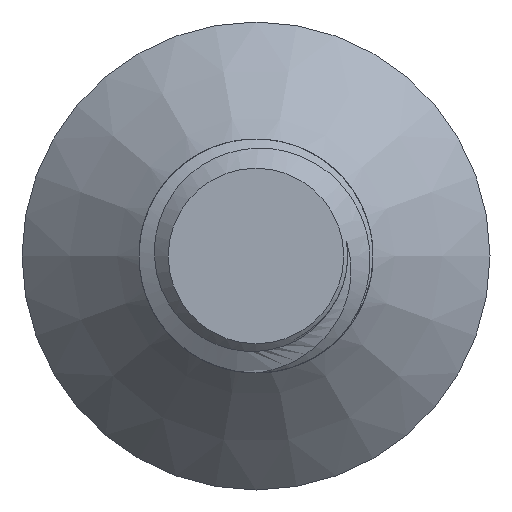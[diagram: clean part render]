
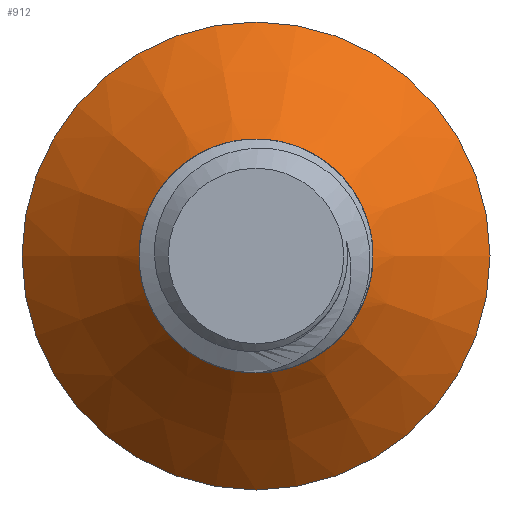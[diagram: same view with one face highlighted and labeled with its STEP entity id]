
A CAD part, left-side view. The second image highlights one B-rep face of the part: STEP entity #912.
In plain terms, the highlighted conical face has half-angle 45 degrees and reference radius 3 mm.
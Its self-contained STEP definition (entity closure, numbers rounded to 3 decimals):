
#38=CONICAL_SURFACE('',#984,3.,0.785);
#78=FACE_OUTER_BOUND('',#132,.T.);
#132=EDGE_LOOP('',(#694,#695,#696,#697,#698,#699,#700,#701));
#154=CIRCLE('',#949,3.);
#157=CIRCLE('',#985,6.);
#158=CIRCLE('',#986,2.35);
#231=B_SPLINE_CURVE_WITH_KNOTS('',3,(#3567,#3568,#3569,#3570,#3571,#3572,
#3573,#3574,#3575,#3576,#3577,#3578,#3579,#3580,#3581,#3582,#3583,#3584,
#3585,#3586,#3587,#3588),.UNSPECIFIED.,.F.,.F.,(4,2,2,2,2,2,2,2,2,2,4),
(0.592,0.632,0.702,0.779,
0.866,0.964,1.073,1.195,1.331,
1.474,1.665),.UNSPECIFIED.);
#232=B_SPLINE_CURVE_WITH_KNOTS('',3,(#3590,#3591,#3592,#3593,#3594,#3595,
#3596,#3597,#3598,#3599,#3600,#3601,#3602,#3603),.UNSPECIFIED.,.F.,.F.,
(4,2,2,2,2,2,4),(0.,0.083,0.149,
0.217,0.252,0.306,0.356),
 .UNSPECIFIED.);
#233=B_SPLINE_CURVE_WITH_KNOTS('',3,(#3606,#3607,#3608,#3609,#3610,#3611,
#3612,#3613,#3614,#3615,#3616,#3617,#3618,#3619,#3620,#3621,#3622,#3623,
#3624,#3625),.UNSPECIFIED.,.F.,.F.,(4,2,2,2,2,2,2,2,2,4),(0.,
0.086,0.176,0.269,0.318,
0.418,0.487,0.542,0.57,
0.592),.UNSPECIFIED.);
#273=LINE('',#3566,#320);
#320=VECTOR('',#1126,3.);
#337=VERTEX_POINT('',#1203);
#338=VERTEX_POINT('',#1214);
#405=VERTEX_POINT('',#3563);
#406=VERTEX_POINT('',#3565);
#407=VERTEX_POINT('',#3589);
#408=VERTEX_POINT('',#3604);
#426=EDGE_CURVE('',#338,#337,#154,.T.);
#524=EDGE_CURVE('',#405,#405,#157,.T.);
#525=EDGE_CURVE('',#405,#406,#273,.T.);
#526=EDGE_CURVE('',#406,#338,#231,.T.);
#527=EDGE_CURVE('',#337,#407,#232,.T.);
#528=EDGE_CURVE('',#407,#408,#158,.T.);
#529=EDGE_CURVE('',#408,#406,#233,.T.);
#694=ORIENTED_EDGE('',*,*,#524,.F.);
#695=ORIENTED_EDGE('',*,*,#525,.T.);
#696=ORIENTED_EDGE('',*,*,#526,.T.);
#697=ORIENTED_EDGE('',*,*,#426,.T.);
#698=ORIENTED_EDGE('',*,*,#527,.T.);
#699=ORIENTED_EDGE('',*,*,#528,.T.);
#700=ORIENTED_EDGE('',*,*,#529,.T.);
#701=ORIENTED_EDGE('',*,*,#525,.F.);
#912=ADVANCED_FACE('',(#78),#38,.T.);
#949=AXIS2_PLACEMENT_3D('',#1215,#1021,#1022);
#984=AXIS2_PLACEMENT_3D('',#3562,#1122,#1123);
#985=AXIS2_PLACEMENT_3D('',#3564,#1124,#1125);
#986=AXIS2_PLACEMENT_3D('',#3605,#1127,#1128);
#1021=DIRECTION('center_axis',(0.,0.,1.));
#1022=DIRECTION('ref_axis',(0.,-1.,0.));
#1122=DIRECTION('center_axis',(0.,0.,1.));
#1123=DIRECTION('ref_axis',(0.,-1.,0.));
#1124=DIRECTION('center_axis',(0.,0.,1.));
#1125=DIRECTION('ref_axis',(0.,-1.,0.));
#1126=DIRECTION('',(0.,-0.707,-0.707));
#1127=DIRECTION('center_axis',(0.,0.,1.));
#1128=DIRECTION('ref_axis',(1.,0.,0.));
#1203=CARTESIAN_POINT('',(2.851,-0.933,-3.3));
#1214=CARTESIAN_POINT('',(1.357,-2.676,-3.3));
#1215=CARTESIAN_POINT('Origin',(0.,0.,-3.3));
#3562=CARTESIAN_POINT('Origin',(0.,0.,-3.3));
#3563=CARTESIAN_POINT('',(0.,6.,-0.3));
#3564=CARTESIAN_POINT('Origin',(0.,0.,-0.3));
#3565=CARTESIAN_POINT('',(0.,2.635,-3.665));
#3566=CARTESIAN_POINT('',(0.,3.,-3.3));
#3567=CARTESIAN_POINT('Ctrl Pts',(0.,2.635,
-3.665));
#3568=CARTESIAN_POINT('Ctrl Pts',(-0.225,2.644,-3.656));
#3569=CARTESIAN_POINT('Ctrl Pts',(-0.439,2.623,-3.648));
#3570=CARTESIAN_POINT('Ctrl Pts',(-0.975,2.513,-3.627));
#3571=CARTESIAN_POINT('Ctrl Pts',(-1.301,2.376,-3.614));
#3572=CARTESIAN_POINT('Ctrl Pts',(-1.914,1.963,-3.586));
#3573=CARTESIAN_POINT('Ctrl Pts',(-2.159,1.695,-3.574));
#3574=CARTESIAN_POINT('Ctrl Pts',(-2.535,1.129,-3.548));
#3575=CARTESIAN_POINT('Ctrl Pts',(-2.673,0.793,-3.535));
#3576=CARTESIAN_POINT('Ctrl Pts',(-2.821,0.046,-3.507));
#3577=CARTESIAN_POINT('Ctrl Pts',(-2.806,-0.327,
-3.495));
#3578=CARTESIAN_POINT('Ctrl Pts',(-2.669,-1.014,-3.469));
#3579=CARTESIAN_POINT('Ctrl Pts',(-2.526,-1.358,-3.456));
#3580=CARTESIAN_POINT('Ctrl Pts',(-2.092,-2.011,-3.428));
#3581=CARTESIAN_POINT('Ctrl Pts',(-1.809,-2.272,-3.416));
#3582=CARTESIAN_POINT('Ctrl Pts',(-1.211,-2.672,-3.391));
#3583=CARTESIAN_POINT('Ctrl Pts',(-0.858,-2.82,
-3.377));
#3584=CARTESIAN_POINT('Ctrl Pts',(-0.095,-2.975,
-3.35));
#3585=CARTESIAN_POINT('Ctrl Pts',(0.237,-2.96,-3.34));
#3586=CARTESIAN_POINT('Ctrl Pts',(0.776,-2.892,-3.321));
#3587=CARTESIAN_POINT('Ctrl Pts',(1.076,-2.806,-3.311));
#3588=CARTESIAN_POINT('Ctrl Pts',(1.357,-2.676,-3.3));
#3589=CARTESIAN_POINT('',(-1.057,-2.099,-3.95));
#3590=CARTESIAN_POINT('Ctrl Pts',(2.851,-0.933,-3.3));
#3591=CARTESIAN_POINT('Ctrl Pts',(2.734,-1.18,-3.335));
#3592=CARTESIAN_POINT('Ctrl Pts',(2.582,-1.409,-3.371));
#3593=CARTESIAN_POINT('Ctrl Pts',(2.257,-1.779,-3.435));
#3594=CARTESIAN_POINT('Ctrl Pts',(2.05,-1.978,-3.47));
#3595=CARTESIAN_POINT('Ctrl Pts',(1.495,-2.325,-3.556));
#3596=CARTESIAN_POINT('Ctrl Pts',(1.185,-2.446,-3.602));
#3597=CARTESIAN_POINT('Ctrl Pts',(0.691,-2.539,-3.674));
#3598=CARTESIAN_POINT('Ctrl Pts',(0.517,-2.554,-3.699));
#3599=CARTESIAN_POINT('Ctrl Pts',(0.078,-2.55,
-3.762));
#3600=CARTESIAN_POINT('Ctrl Pts',(-0.177,-2.51,-3.797));
#3601=CARTESIAN_POINT('Ctrl Pts',(-0.65,-2.35,
-3.873));
#3602=CARTESIAN_POINT('Ctrl Pts',(-0.864,-2.24,-3.911));
#3603=CARTESIAN_POINT('Ctrl Pts',(-1.057,-2.099,-3.95));
#3604=CARTESIAN_POINT('',(0.737,-2.232,-3.95));
#3605=CARTESIAN_POINT('Origin',(0.,0.,-3.95));
#3606=CARTESIAN_POINT('Ctrl Pts',(0.737,-2.232,-3.95));
#3607=CARTESIAN_POINT('Ctrl Pts',(1.012,-2.154,-3.937));
#3608=CARTESIAN_POINT('Ctrl Pts',(1.271,-2.027,-3.924));
#3609=CARTESIAN_POINT('Ctrl Pts',(1.741,-1.679,-3.9));
#3610=CARTESIAN_POINT('Ctrl Pts',(1.947,-1.455,-3.888));
#3611=CARTESIAN_POINT('Ctrl Pts',(2.269,-0.942,-3.863));
#3612=CARTESIAN_POINT('Ctrl Pts',(2.382,-0.653,-3.85));
#3613=CARTESIAN_POINT('Ctrl Pts',(2.468,-0.19,-3.83));
#3614=CARTESIAN_POINT('Ctrl Pts',(2.481,-0.028,
-3.824));
#3615=CARTESIAN_POINT('Ctrl Pts',(2.474,0.465,-3.805));
#3616=CARTESIAN_POINT('Ctrl Pts',(2.404,0.79,-3.791));
#3617=CARTESIAN_POINT('Ctrl Pts',(2.183,1.302,-3.768));
#3618=CARTESIAN_POINT('Ctrl Pts',(2.022,1.601,-3.755));
#3619=CARTESIAN_POINT('Ctrl Pts',(1.48,2.133,-3.726));
#3620=CARTESIAN_POINT('Ctrl Pts',(1.192,2.322,-3.713));
#3621=CARTESIAN_POINT('Ctrl Pts',(0.72,2.512,-3.692));
#3622=CARTESIAN_POINT('Ctrl Pts',(0.559,2.559,-3.686));
#3623=CARTESIAN_POINT('Ctrl Pts',(0.26,2.617,-3.674));
#3624=CARTESIAN_POINT('Ctrl Pts',(0.128,2.631,-3.669));
#3625=CARTESIAN_POINT('Ctrl Pts',(0.,2.635,
-3.665));
